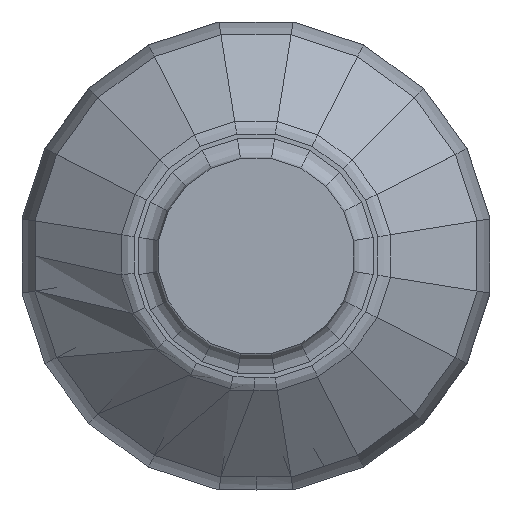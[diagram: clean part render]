
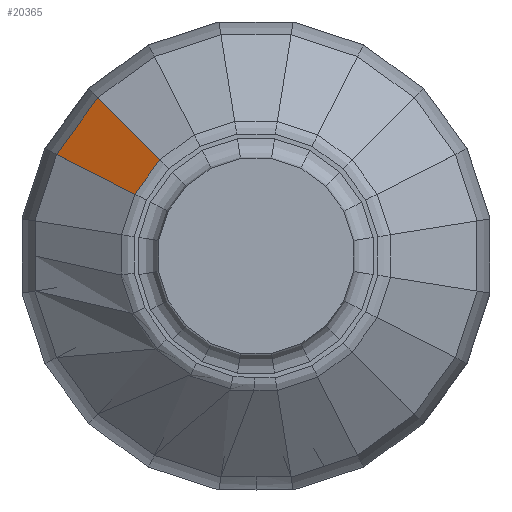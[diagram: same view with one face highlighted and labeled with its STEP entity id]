
A CAD part, front view. The second image highlights one B-rep face of the part: STEP entity #20365.
In plain terms, the highlighted planar face has unit normal (-0.52, -0.766, 0.378).
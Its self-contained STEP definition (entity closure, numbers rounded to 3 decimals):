
#114 = DIRECTION ( 'NONE',  ( 0.588, 0., 0.809 ) ) ;
#840 = LINE ( 'NONE', #22684, #13493 ) ;
#1052 = CARTESIAN_POINT ( 'NONE',  ( -7.309, -9.649, 7.309 ) ) ;
#1089 = VERTEX_POINT ( 'NONE', #9414 ) ;
#2311 = CARTESIAN_POINT ( 'NONE',  ( -12.021, -4.125, 12.021 ) ) ;
#2416 = EDGE_CURVE ( 'NONE', #10986, #1089, #15047, .T. ) ;
#3370 = CARTESIAN_POINT ( 'NONE',  ( -8.832, -10., 4.5 ) ) ;
#5339 = VECTOR ( 'NONE', #18245, 1000. ) ;
#6335 = VECTOR ( 'NONE', #15308, 1000. ) ;
#7038 = CARTESIAN_POINT ( 'NONE',  ( -47.095, 30.64, 34.217 ) ) ;
#7200 = FACE_OUTER_BOUND ( 'NONE', #22395, .T. ) ;
#7264 = EDGE_CURVE ( 'NONE', #10986, #16342, #840, .T. ) ;
#8061 = ORIENTED_EDGE ( 'NONE', *, *, #2416, .F. ) ;
#9414 = CARTESIAN_POINT ( 'NONE',  ( -15.147, -4.125, 7.718 ) ) ;
#9847 = CARTESIAN_POINT ( 'NONE',  ( -15.147, -4.125, 7.718 ) ) ;
#9922 = DIRECTION ( 'NONE',  ( 0.588, 0., 0.809 ) ) ;
#10554 = DIRECTION ( 'NONE',  ( -0.827, 0.562, 0. ) ) ;
#10942 = EDGE_CURVE ( 'NONE', #16342, #23143, #16949, .T. ) ;
#10986 = VERTEX_POINT ( 'NONE', #21582 ) ;
#11500 = LINE ( 'NONE', #9847, #19743 ) ;
#12668 = ORIENTED_EDGE ( 'NONE', *, *, #7264, .T. ) ;
#13061 = ORIENTED_EDGE ( 'NONE', *, *, #15014, .F. ) ;
#13493 = VECTOR ( 'NONE', #114, 1000. ) ;
#13665 = CARTESIAN_POINT ( 'NONE',  ( -7.009, -10., 7.009 ) ) ;
#15014 = EDGE_CURVE ( 'NONE', #1089, #23143, #11500, .T. ) ;
#15047 = LINE ( 'NONE', #3370, #5339 ) ;
#15308 = DIRECTION ( 'NONE',  ( -0.544, 0.638, 0.544 ) ) ;
#16342 = VERTEX_POINT ( 'NONE', #1052 ) ;
#16949 = LINE ( 'NONE', #13665, #6335 ) ;
#18054 = DIRECTION ( 'NONE',  ( -0.52, -0.766, 0.378 ) ) ;
#18245 = DIRECTION ( 'NONE',  ( -0.686, 0.638, 0.35 ) ) ;
#18906 = ORIENTED_EDGE ( 'NONE', *, *, #10942, .T. ) ;
#18921 = AXIS2_PLACEMENT_3D ( 'NONE', #7038, #18054, #10554 ) ;
#19743 = VECTOR ( 'NONE', #9922, 1000. ) ;
#20365 = ADVANCED_FACE ( 'NONE', ( #7200 ), #21761, .T. ) ;
#21582 = CARTESIAN_POINT ( 'NONE',  ( -9.21, -9.649, 4.693 ) ) ;
#21761 = PLANE ( 'NONE',  #18921 ) ;
#22395 = EDGE_LOOP ( 'NONE', ( #8061, #12668, #18906, #13061 ) ) ;
#22684 = CARTESIAN_POINT ( 'NONE',  ( -7.348, -9.649, 7.255 ) ) ;
#23143 = VERTEX_POINT ( 'NONE', #2311 ) ;
